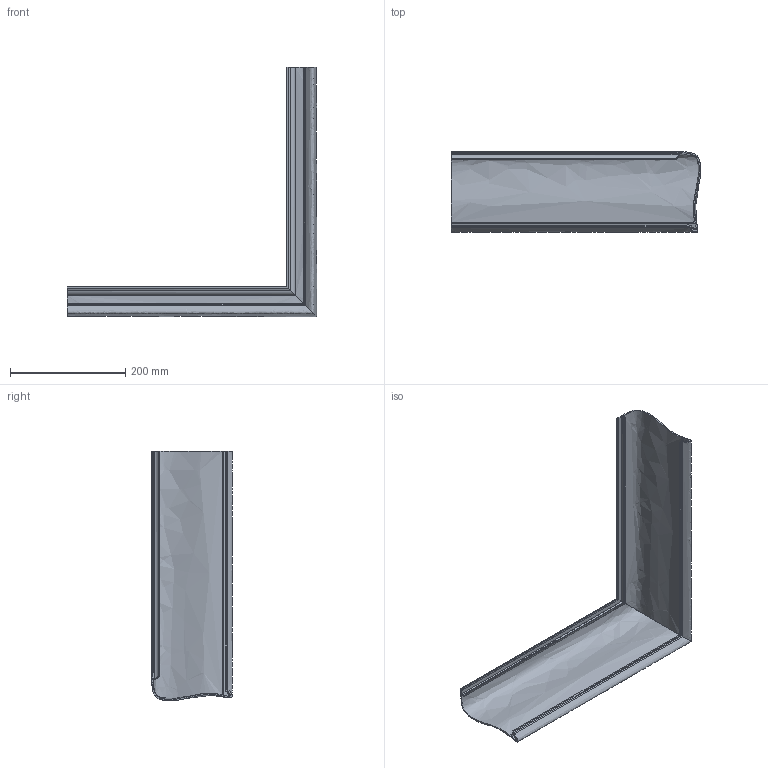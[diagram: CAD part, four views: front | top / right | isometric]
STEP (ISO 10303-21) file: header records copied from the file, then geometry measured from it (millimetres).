
FILE_DESCRIPTION (( 'STEP AP214' ), '1' );
FILE_NAME ('6115851.stp', '2016-06-21T08:59:08', ( '' ), ( '' ), 'SwSTEP 2.0', 'SolidWorks 2014', '' );
FILE_SCHEMA (( 'AUTOMOTIVE_DESIGN' ));
Length unit declared in the file: millimetre
Products named in the file (3): 047642_L=999; 6115851
Assembly tree (2 placements, depth 2):
  6115851
    047642_L=999
    047642_L=999
Bounding box: 432.68 x 139.7 x 432.68 mm (x, y, z)
Volume: 321280.2 mm3; surface area: 382522.6 mm2
Topology: 2 solids, 2 shells, 84 faces, 240 edges, 160 vertices
Faces by surface type: plane 42, cylinder 34, bspline 8
Entity records: 3630 total; most frequent: CARTESIAN_POINT 1449, ORIENTED_EDGE 480, DIRECTION 386, EDGE_CURVE 240, VERTEX_POINT 160, LINE 156, VECTOR 156, AXIS2_PLACEMENT_3D 115
